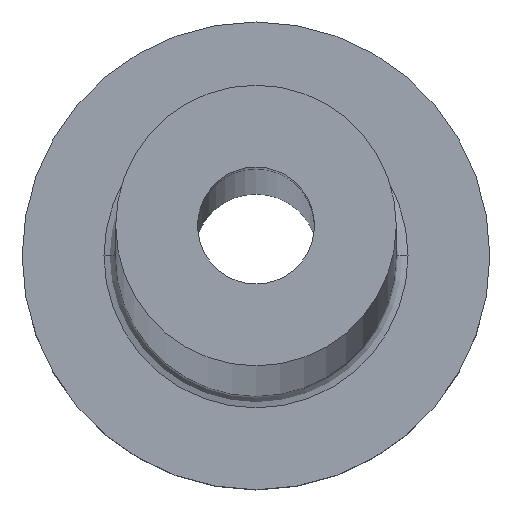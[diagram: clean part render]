
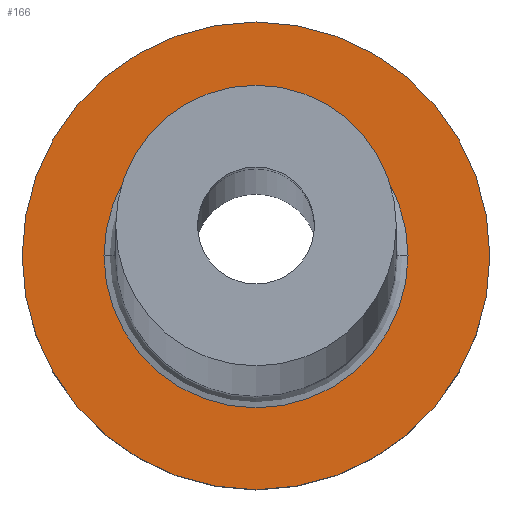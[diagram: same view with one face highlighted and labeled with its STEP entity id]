
A CAD part, top view. The second image highlights one B-rep face of the part: STEP entity #166.
In plain terms, the highlighted planar face has unit normal (0, 0, 1).
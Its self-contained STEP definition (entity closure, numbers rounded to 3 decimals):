
#8 = DIRECTION ( 'NONE',  ( 0., 0., -1. ) ) ;
#10 = DIRECTION ( 'NONE',  ( 0., 0., 1. ) ) ;
#34 = EDGE_LOOP ( 'NONE', ( #387, #142 ) ) ;
#45 = CARTESIAN_POINT ( 'NONE',  ( 0., 0., 7. ) ) ;
#47 = DIRECTION ( 'NONE',  ( 1., 0., 0. ) ) ;
#77 = EDGE_CURVE ( 'NONE', #313, #459, #337, .T. ) ;
#84 = PLANE ( 'NONE',  #217 ) ;
#85 = CARTESIAN_POINT ( 'NONE',  ( -10., 0., 7. ) ) ;
#86 = DIRECTION ( 'NONE',  ( 0., 0., 1. ) ) ;
#87 = CIRCLE ( 'NONE', #208, 10. ) ;
#88 = DIRECTION ( 'NONE',  ( 0., 0., 1. ) ) ;
#91 = DIRECTION ( 'NONE',  ( 1., 0., 0. ) ) ;
#93 = DIRECTION ( 'NONE',  ( 1., 0., 0. ) ) ;
#101 = AXIS2_PLACEMENT_3D ( 'NONE', #331, #88, #297 ) ;
#104 = ORIENTED_EDGE ( 'NONE', *, *, #192, .T. ) ;
#114 = VERTEX_POINT ( 'NONE', #333 ) ;
#115 = CIRCLE ( 'NONE', #296, 6.5 ) ;
#120 = CARTESIAN_POINT ( 'NONE',  ( 0., 0., 7. ) ) ;
#125 = FACE_OUTER_BOUND ( 'NONE', #34, .T. ) ;
#141 = CARTESIAN_POINT ( 'NONE',  ( 10., 0., 7. ) ) ;
#142 = ORIENTED_EDGE ( 'NONE', *, *, #77, .T. ) ;
#163 = DIRECTION ( 'NONE',  ( 1., 0., 0. ) ) ;
#166 = ADVANCED_FACE ( 'NONE', ( #403, #125 ), #84, .T. ) ;
#169 = CIRCLE ( 'NONE', #310, 6.5 ) ;
#192 = EDGE_CURVE ( 'NONE', #114, #397, #115, .T. ) ;
#208 = AXIS2_PLACEMENT_3D ( 'NONE', #410, #10, #91 ) ;
#217 = AXIS2_PLACEMENT_3D ( 'NONE', #120, #86, #163 ) ;
#236 = DIRECTION ( 'NONE',  ( 0., 0., -1. ) ) ;
#268 = CARTESIAN_POINT ( 'NONE',  ( -6.5, 0., 7. ) ) ;
#277 = ORIENTED_EDGE ( 'NONE', *, *, #431, .T. ) ;
#296 = AXIS2_PLACEMENT_3D ( 'NONE', #409, #236, #47 ) ;
#297 = DIRECTION ( 'NONE',  ( 1., 0., 0. ) ) ;
#310 = AXIS2_PLACEMENT_3D ( 'NONE', #45, #8, #93 ) ;
#313 = VERTEX_POINT ( 'NONE', #141 ) ;
#320 = EDGE_LOOP ( 'NONE', ( #104, #277 ) ) ;
#331 = CARTESIAN_POINT ( 'NONE',  ( 0., 0., 7. ) ) ;
#333 = CARTESIAN_POINT ( 'NONE',  ( 6.5, 0., 7. ) ) ;
#337 = CIRCLE ( 'NONE', #101, 10. ) ;
#387 = ORIENTED_EDGE ( 'NONE', *, *, #438, .T. ) ;
#397 = VERTEX_POINT ( 'NONE', #268 ) ;
#403 = FACE_BOUND ( 'NONE', #320, .T. ) ;
#409 = CARTESIAN_POINT ( 'NONE',  ( 0., 0., 7. ) ) ;
#410 = CARTESIAN_POINT ( 'NONE',  ( 0., 0., 7. ) ) ;
#431 = EDGE_CURVE ( 'NONE', #397, #114, #169, .T. ) ;
#438 = EDGE_CURVE ( 'NONE', #459, #313, #87, .T. ) ;
#459 = VERTEX_POINT ( 'NONE', #85 ) ;
